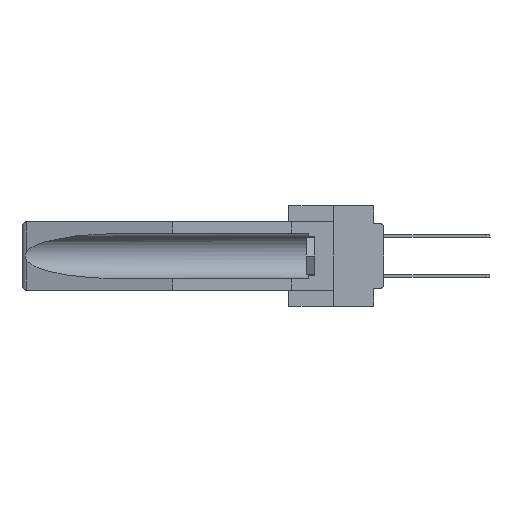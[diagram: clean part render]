
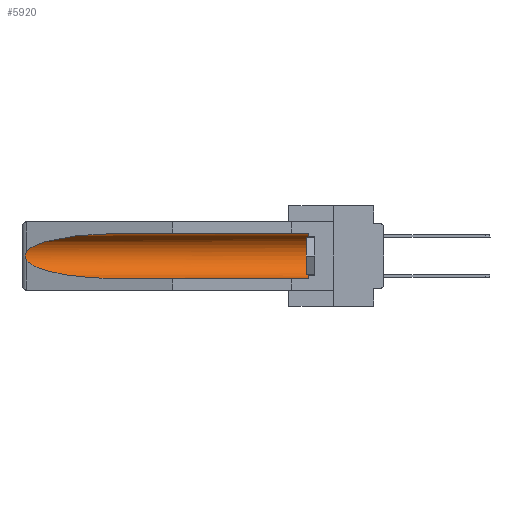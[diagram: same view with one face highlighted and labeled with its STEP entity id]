
A CAD part, left-side view. The second image highlights one B-rep face of the part: STEP entity #5920.
In plain terms, the highlighted cylindrical face has radius 2.857 mm (diameter 5.715 mm), a partial arc.
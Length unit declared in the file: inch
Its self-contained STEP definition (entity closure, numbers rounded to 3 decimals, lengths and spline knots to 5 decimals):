
#126 = VERTEX_POINT ( 'NONE', #13974 ) ;
#965 = DIRECTION ( 'NONE',  ( 0., 0., 1. ) ) ;
#1369 = CARTESIAN_POINT ( 'NONE',  ( 0.26537, 1.52718, -0.14972 ) ) ;
#2222 = CARTESIAN_POINT ( 'NONE',  ( 0.26655, 1.53094, -0.18657 ) ) ;
#2709 = CARTESIAN_POINT ( 'NONE',  ( 0.21114, 1.30732, -0.284 ) ) ;
#4448 = CARTESIAN_POINT ( 'NONE',  ( 0.26597, 1.52961, -0.15275 ) ) ;
#4549 =( BOUNDED_CURVE ( )  B_SPLINE_CURVE ( 3, ( #15192, #5087, #2709, #10135 ),
 .UNSPECIFIED., .F., .F. ) 
 B_SPLINE_CURVE_WITH_KNOTS ( ( 4, 4 ),
 ( 0.1948, 1.5708 ),
 .UNSPECIFIED. ) 
 CURVE ( )  GEOMETRIC_REPRESENTATION_ITEM ( )  RATIONAL_B_SPLINE_CURVE ( ( 1., 0.848, 0.848, 1. ) ) 
 REPRESENTATION_ITEM ( '' )  );
#4677 = CARTESIAN_POINT ( 'NONE',  ( 0.25451, 1.48313, -0.09465 ) ) ;
#4908 = CARTESIAN_POINT ( 'NONE',  ( 0.26654, 1.53092, -0.15636 ) ) ;
#5087 = CARTESIAN_POINT ( 'NONE',  ( 0.25451, 1.48313, -0.24835 ) ) ;
#5920 = ADVANCED_FACE ( 'NONE', ( #17730 ), #6169, .F. ) ;
#6001 = DIRECTION ( 'NONE',  ( 0., 0., 1. ) ) ;
#6169 = CYLINDRICAL_SURFACE ( 'NONE', #27390, 0.1125 ) ;
#7523 = DIRECTION ( 'NONE',  ( 0., 1., 0. ) ) ;
#8376 = DIRECTION ( 'NONE',  ( 0., 1., 0. ) ) ;
#8400 = VERTEX_POINT ( 'NONE', #14736 ) ;
#9209 = CARTESIAN_POINT ( 'NONE',  ( 0.155, 0.126, -0.284 ) ) ;
#9441 = ORIENTED_EDGE ( 'NONE', *, *, #11605, .T. ) ;
#10135 = CARTESIAN_POINT ( 'NONE',  ( 0.155, 1.07973, -0.284 ) ) ;
#11067 = VECTOR ( 'NONE', #24823, 39.37008 ) ;
#11605 = EDGE_CURVE ( 'NONE', #12489, #8400, #4549, .T. ) ;
#11884 = CARTESIAN_POINT ( 'NONE',  ( 0.2675, 1.53308, -0.16763 ) ) ;
#12327 = EDGE_LOOP ( 'NONE', ( #14508, #28339, #9441, #26276, #23406, #12534 ) ) ;
#12489 = VERTEX_POINT ( 'NONE', #26730 ) ;
#12534 = ORIENTED_EDGE ( 'NONE', *, *, #26672, .T. ) ;
#13815 = EDGE_CURVE ( 'NONE', #19962, #8400, #17349, .T. ) ;
#13974 = CARTESIAN_POINT ( 'NONE',  ( 0.155, 1.07973, -0.059 ) ) ;
#14508 = ORIENTED_EDGE ( 'NONE', *, *, #23925, .T. ) ;
#14736 = CARTESIAN_POINT ( 'NONE',  ( 0.155, 1.07973, -0.284 ) ) ;
#14824 = CARTESIAN_POINT ( 'NONE',  ( 0.155, -0.30754, -0.059 ) ) ;
#14900 = EDGE_CURVE ( 'NONE', #19962, #15645, #21224, .T. ) ;
#15192 = CARTESIAN_POINT ( 'NONE',  ( 0.26537, 1.52718, -0.19328 ) ) ;
#15645 = VERTEX_POINT ( 'NONE', #24320 ) ;
#16314 = CARTESIAN_POINT ( 'NONE',  ( 0.2673, 1.53269, -0.17917 ) ) ;
#16506 = EDGE_CURVE ( 'NONE', #16853, #12489, #16732, .T. ) ;
#16656 =( BOUNDED_CURVE ( )  B_SPLINE_CURVE ( 3, ( #16697, #23853, #4677, #18924 ),
 .UNSPECIFIED., .F., .F. ) 
 B_SPLINE_CURVE_WITH_KNOTS ( ( 4, 4 ),
 ( 4.71239, 6.08839 ),
 .UNSPECIFIED. ) 
 CURVE ( )  GEOMETRIC_REPRESENTATION_ITEM ( )  RATIONAL_B_SPLINE_CURVE ( ( 1., 0.848, 0.848, 1. ) ) 
 REPRESENTATION_ITEM ( '' )  );
#16697 = CARTESIAN_POINT ( 'NONE',  ( 0.155, 1.07973, -0.059 ) ) ;
#16732 = B_SPLINE_CURVE_WITH_KNOTS ( 'NONE', 3,
 ( #29029, #4448, #4908, #23783, #11884, #23937, #16314, #2222, #31264, #31115 ),
 .UNSPECIFIED., .F., .F.,
 ( 4, 2, 2, 2, 4 ),
 ( 0., 0.00029, 0.00058, 0.00087, 0.00117 ),
 .UNSPECIFIED. ) ;
#16853 = VERTEX_POINT ( 'NONE', #1369 ) ;
#17349 = LINE ( 'NONE', #17504, #11067 ) ;
#17504 = CARTESIAN_POINT ( 'NONE',  ( 0.155, -0.30754, -0.284 ) ) ;
#17730 = FACE_OUTER_BOUND ( 'NONE', #12327, .T. ) ;
#18924 = CARTESIAN_POINT ( 'NONE',  ( 0.26537, 1.52718, -0.14972 ) ) ;
#19925 = VECTOR ( 'NONE', #7523, 39.37008 ) ;
#19962 = VERTEX_POINT ( 'NONE', #9209 ) ;
#21224 = CIRCLE ( 'NONE', #30386, 0.1125 ) ;
#23406 = ORIENTED_EDGE ( 'NONE', *, *, #14900, .T. ) ;
#23783 = CARTESIAN_POINT ( 'NONE',  ( 0.2673, 1.5327, -0.16383 ) ) ;
#23853 = CARTESIAN_POINT ( 'NONE',  ( 0.21114, 1.30732, -0.059 ) ) ;
#23925 = EDGE_CURVE ( 'NONE', #126, #16853, #16656, .T. ) ;
#23937 = CARTESIAN_POINT ( 'NONE',  ( 0.2675, 1.53308, -0.17534 ) ) ;
#24320 = CARTESIAN_POINT ( 'NONE',  ( 0.155, 0.126, -0.059 ) ) ;
#24364 = LINE ( 'NONE', #14824, #19925 ) ;
#24823 = DIRECTION ( 'NONE',  ( 0., 1., 0. ) ) ;
#26276 = ORIENTED_EDGE ( 'NONE', *, *, #13815, .F. ) ;
#26672 = EDGE_CURVE ( 'NONE', #15645, #126, #24364, .T. ) ;
#26730 = CARTESIAN_POINT ( 'NONE',  ( 0.26537, 1.52718, -0.19328 ) ) ;
#27390 = AXIS2_PLACEMENT_3D ( 'NONE', #30144, #8376, #6001 ) ;
#27449 = CARTESIAN_POINT ( 'NONE',  ( 0.155, 0.126, -0.1715 ) ) ;
#27763 = DIRECTION ( 'NONE',  ( 0., -1., 0. ) ) ;
#28339 = ORIENTED_EDGE ( 'NONE', *, *, #16506, .T. ) ;
#29029 = CARTESIAN_POINT ( 'NONE',  ( 0.26537, 1.52718, -0.14972 ) ) ;
#30144 = CARTESIAN_POINT ( 'NONE',  ( 0.155, -0.30754, -0.1715 ) ) ;
#30386 = AXIS2_PLACEMENT_3D ( 'NONE', #27449, #27763, #965 ) ;
#31115 = CARTESIAN_POINT ( 'NONE',  ( 0.26537, 1.52718, -0.19328 ) ) ;
#31264 = CARTESIAN_POINT ( 'NONE',  ( 0.26597, 1.5296, -0.19026 ) ) ;
